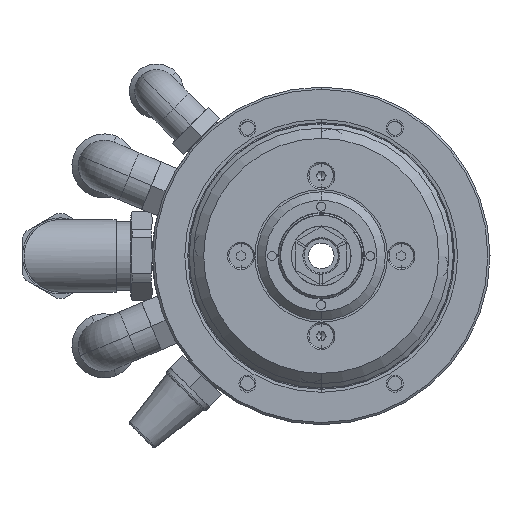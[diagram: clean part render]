
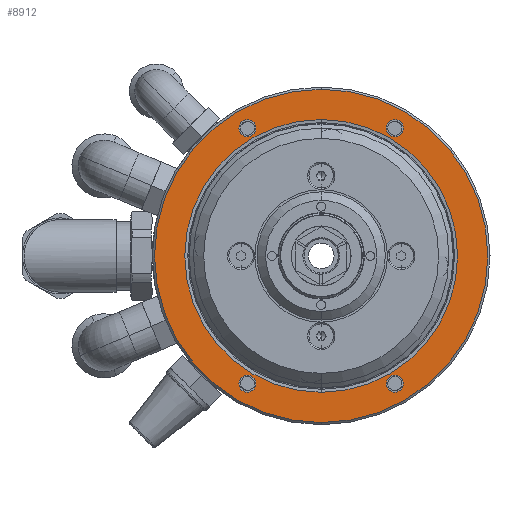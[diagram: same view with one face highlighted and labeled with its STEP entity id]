
A CAD part, left-side view. The second image highlights one B-rep face of the part: STEP entity #8912.
In plain terms, the highlighted planar face has unit normal (-1, 0, 0).
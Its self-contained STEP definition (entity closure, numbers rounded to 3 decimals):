
#4729 = CARTESIAN_POINT ( 'NONE',  ( -26.122, 46.153, 0. ) ) ;
#4797 = DIRECTION ( 'NONE',  ( 0., 0., -1. ) ) ;
#4798 = DIRECTION ( 'NONE',  ( 1., 0., 0. ) ) ;
#4881 = AXIS2_PLACEMENT_3D ( 'NONE', #4729, #4798, #4797 ) ;
#4885 = FACE_BOUND ( 'NONE', #8755, .T. ) ;
#4886 = PLANE ( 'NONE',  #4881 ) ;
#4887 = FACE_OUTER_BOUND ( 'NONE', #8889, .T. ) ;
#4889 = FACE_BOUND ( 'NONE', #8914, .T. ) ;
#4923 = FACE_BOUND ( 'NONE', #8754, .T. ) ;
#4930 = FACE_BOUND ( 'NONE', #8887, .T. ) ;
#4935 = FACE_BOUND ( 'NONE', #8913, .T. ) ;
#5401 = CARTESIAN_POINT ( 'NONE',  ( -26.122, -10.597, -31.878 ) ) ;
#5539 = CIRCLE ( 'NONE', #5568, 2. ) ;
#5566 = DIRECTION ( 'NONE',  ( 0., 0., -1. ) ) ;
#5567 = DIRECTION ( 'NONE',  ( 1., 0., 0. ) ) ;
#5568 = AXIS2_PLACEMENT_3D ( 'NONE', #5595, #5567, #5566 ) ;
#5595 = CARTESIAN_POINT ( 'NONE',  ( -26.122, 23.903, 29.878 ) ) ;
#5611 = CARTESIAN_POINT ( 'NONE',  ( -26.122, -10.597, 31.878 ) ) ;
#5632 = CARTESIAN_POINT ( 'NONE',  ( -26.122, 23.903, 27.878 ) ) ;
#5670 = CARTESIAN_POINT ( 'NONE',  ( -26.122, 6.653, -39. ) ) ;
#5678 = CARTESIAN_POINT ( 'NONE',  ( -26.122, -10.597, 27.878 ) ) ;
#5693 = DIRECTION ( 'NONE',  ( 0., 0., -1. ) ) ;
#5694 = DIRECTION ( 'NONE',  ( -1., 0., 0. ) ) ;
#5695 = CARTESIAN_POINT ( 'NONE',  ( -26.122, 6.653, 0. ) ) ;
#5696 = AXIS2_PLACEMENT_3D ( 'NONE', #5695, #5694, #5693 ) ;
#5703 = CARTESIAN_POINT ( 'NONE',  ( -26.122, 23.903, -31.878 ) ) ;
#5705 = CIRCLE ( 'NONE', #5696, 39. ) ;
#5706 = DIRECTION ( 'NONE',  ( 0., 0., -1. ) ) ;
#5707 = DIRECTION ( 'NONE',  ( 1., 0., 0. ) ) ;
#5738 = CARTESIAN_POINT ( 'NONE',  ( -26.122, -10.597, 29.878 ) ) ;
#5746 = AXIS2_PLACEMENT_3D ( 'NONE', #5738, #5707, #5706 ) ;
#5747 = DIRECTION ( 'NONE',  ( 0., 0., 1. ) ) ;
#5748 = DIRECTION ( 'NONE',  ( -1., 0., 0. ) ) ;
#5749 = CARTESIAN_POINT ( 'NONE',  ( -26.122, 6.653, 0. ) ) ;
#5753 = CIRCLE ( 'NONE', #5746, 2. ) ;
#5755 = CARTESIAN_POINT ( 'NONE',  ( -26.122, 6.653, -31.917 ) ) ;
#5756 = AXIS2_PLACEMENT_3D ( 'NONE', #5749, #5748, #5747 ) ;
#5758 = CARTESIAN_POINT ( 'NONE',  ( -26.122, 6.653, 31.917 ) ) ;
#5762 = CIRCLE ( 'NONE', #5756, 31.917 ) ;
#5785 = DIRECTION ( 'NONE',  ( 0., 0., -1. ) ) ;
#5786 = DIRECTION ( 'NONE',  ( 1., 0., 0. ) ) ;
#5787 = AXIS2_PLACEMENT_3D ( 'NONE', #5822, #5786, #5785 ) ;
#5818 = CIRCLE ( 'NONE', #5787, 2. ) ;
#5822 = CARTESIAN_POINT ( 'NONE',  ( -26.122, 23.903, -29.878 ) ) ;
#5925 = CARTESIAN_POINT ( 'NONE',  ( -26.122, 23.903, -27.878 ) ) ;
#5932 = CARTESIAN_POINT ( 'NONE',  ( -26.122, 6.653, 39. ) ) ;
#5971 = CARTESIAN_POINT ( 'NONE',  ( -26.122, 23.903, 31.878 ) ) ;
#6038 = CARTESIAN_POINT ( 'NONE',  ( -26.122, -10.597, -27.878 ) ) ;
#6053 = CARTESIAN_POINT ( 'NONE',  ( -26.122, -10.597, 29.878 ) ) ;
#6062 = CIRCLE ( 'NONE', #6086, 2. ) ;
#6085 = DIRECTION ( 'NONE',  ( 0., 0., -1. ) ) ;
#6086 = AXIS2_PLACEMENT_3D ( 'NONE', #6053, #6148, #6085 ) ;
#6148 = DIRECTION ( 'NONE',  ( 1., 0., 0. ) ) ;
#6171 = DIRECTION ( 'NONE',  ( 0., 0., -1. ) ) ;
#6172 = DIRECTION ( 'NONE',  ( 1., 0., 0. ) ) ;
#6173 = AXIS2_PLACEMENT_3D ( 'NONE', #6181, #6172, #6171 ) ;
#6181 = CARTESIAN_POINT ( 'NONE',  ( -26.122, -10.597, -29.878 ) ) ;
#6189 = CIRCLE ( 'NONE', #6173, 2. ) ;
#6285 = DIRECTION ( 'NONE',  ( 0., 0., -1. ) ) ;
#6286 = DIRECTION ( 'NONE',  ( 1., 0., 0. ) ) ;
#6290 = DIRECTION ( 'NONE',  ( 0., 0., -1. ) ) ;
#6291 = DIRECTION ( 'NONE',  ( 1., 0., 0. ) ) ;
#6292 = CARTESIAN_POINT ( 'NONE',  ( -26.122, 23.903, -29.878 ) ) ;
#6293 = AXIS2_PLACEMENT_3D ( 'NONE', #6335, #6286, #6285 ) ;
#6294 = CIRCLE ( 'NONE', #6293, 2. ) ;
#6295 = DIRECTION ( 'NONE',  ( 0., 0., -1. ) ) ;
#6296 = DIRECTION ( 'NONE',  ( -1., 0., 0. ) ) ;
#6297 = CARTESIAN_POINT ( 'NONE',  ( -26.122, 6.653, 0. ) ) ;
#6330 = AXIS2_PLACEMENT_3D ( 'NONE', #6292, #6291, #6290 ) ;
#6333 = CIRCLE ( 'NONE', #6330, 2. ) ;
#6334 = CIRCLE ( 'NONE', #6481, 39. ) ;
#6335 = CARTESIAN_POINT ( 'NONE',  ( -26.122, -10.597, -29.878 ) ) ;
#6481 = AXIS2_PLACEMENT_3D ( 'NONE', #6297, #6296, #6295 ) ;
#8754 = EDGE_LOOP ( 'NONE', ( #8896, #8895 ) ) ;
#8755 = EDGE_LOOP ( 'NONE', ( #8891, #8796 ) ) ;
#8793 = EDGE_CURVE ( 'NONE', #12124, #12126, #15359, .T. ) ;
#8796 = ORIENTED_EDGE ( 'NONE', *, *, #12128, .F. ) ;
#8833 = EDGE_CURVE ( 'NONE', #12078, #12180, #15170, .T. ) ;
#8860 = ORIENTED_EDGE ( 'NONE', *, *, #12395, .T. ) ;
#8887 = EDGE_LOOP ( 'NONE', ( #8918, #8890 ) ) ;
#8888 = ORIENTED_EDGE ( 'NONE', *, *, #12479, .T. ) ;
#8889 = EDGE_LOOP ( 'NONE', ( #8888, #8919 ) ) ;
#8890 = ORIENTED_EDGE ( 'NONE', *, *, #12167, .T. ) ;
#8891 = ORIENTED_EDGE ( 'NONE', *, *, #8793, .F. ) ;
#8895 = ORIENTED_EDGE ( 'NONE', *, *, #12071, .T. ) ;
#8896 = ORIENTED_EDGE ( 'NONE', *, *, #8833, .T. ) ;
#8912 = ADVANCED_FACE ( 'NONE', ( #4923, #4889, #4935, #4930, #4887, #4885 ), #4886, .F. ) ;
#8913 = EDGE_LOOP ( 'NONE', ( #8915, #8860 ) ) ;
#8914 = EDGE_LOOP ( 'NONE', ( #8916, #8917 ) ) ;
#8915 = ORIENTED_EDGE ( 'NONE', *, *, #12488, .T. ) ;
#8916 = ORIENTED_EDGE ( 'NONE', *, *, #12373, .T. ) ;
#8917 = ORIENTED_EDGE ( 'NONE', *, *, #12132, .T. ) ;
#8918 = ORIENTED_EDGE ( 'NONE', *, *, #12483, .T. ) ;
#8919 = ORIENTED_EDGE ( 'NONE', *, *, #12138, .T. ) ;
#12006 = VERTEX_POINT ( 'NONE', #5401 ) ;
#12071 = EDGE_CURVE ( 'NONE', #12180, #12078, #5539, .T. ) ;
#12078 = VERTEX_POINT ( 'NONE', #5632 ) ;
#12081 = VERTEX_POINT ( 'NONE', #5678 ) ;
#12100 = VERTEX_POINT ( 'NONE', #5670 ) ;
#12110 = VERTEX_POINT ( 'NONE', #5611 ) ;
#12124 = VERTEX_POINT ( 'NONE', #5758 ) ;
#12126 = VERTEX_POINT ( 'NONE', #5755 ) ;
#12128 = EDGE_CURVE ( 'NONE', #12126, #12124, #5762, .T. ) ;
#12132 = EDGE_CURVE ( 'NONE', #12110, #12081, #5753, .T. ) ;
#12138 = EDGE_CURVE ( 'NONE', #12189, #12100, #5705, .T. ) ;
#12139 = VERTEX_POINT ( 'NONE', #5703 ) ;
#12167 = EDGE_CURVE ( 'NONE', #12187, #12139, #5818, .T. ) ;
#12180 = VERTEX_POINT ( 'NONE', #5971 ) ;
#12187 = VERTEX_POINT ( 'NONE', #5925 ) ;
#12189 = VERTEX_POINT ( 'NONE', #5932 ) ;
#12270 = VERTEX_POINT ( 'NONE', #6038 ) ;
#12373 = EDGE_CURVE ( 'NONE', #12081, #12110, #6062, .T. ) ;
#12395 = EDGE_CURVE ( 'NONE', #12270, #12006, #6189, .T. ) ;
#12479 = EDGE_CURVE ( 'NONE', #12100, #12189, #6334, .T. ) ;
#12483 = EDGE_CURVE ( 'NONE', #12139, #12187, #6333, .T. ) ;
#12488 = EDGE_CURVE ( 'NONE', #12006, #12270, #6294, .T. ) ;
#15166 = DIRECTION ( 'NONE',  ( 0., 0., -1. ) ) ;
#15167 = DIRECTION ( 'NONE',  ( 1., 0., 0. ) ) ;
#15168 = CARTESIAN_POINT ( 'NONE',  ( -26.122, 23.903, 29.878 ) ) ;
#15169 = AXIS2_PLACEMENT_3D ( 'NONE', #15168, #15167, #15166 ) ;
#15170 = CIRCLE ( 'NONE', #15169, 2. ) ;
#15355 = DIRECTION ( 'NONE',  ( 0., 0., 1. ) ) ;
#15356 = DIRECTION ( 'NONE',  ( -1., 0., 0. ) ) ;
#15357 = CARTESIAN_POINT ( 'NONE',  ( -26.122, 6.653, 0. ) ) ;
#15358 = AXIS2_PLACEMENT_3D ( 'NONE', #15357, #15356, #15355 ) ;
#15359 = CIRCLE ( 'NONE', #15358, 31.917 ) ;
